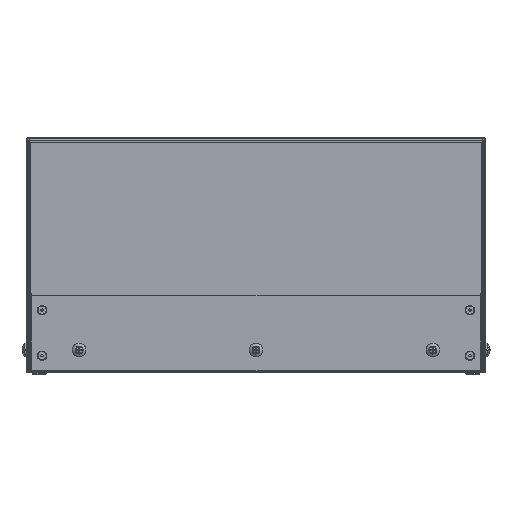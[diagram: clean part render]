
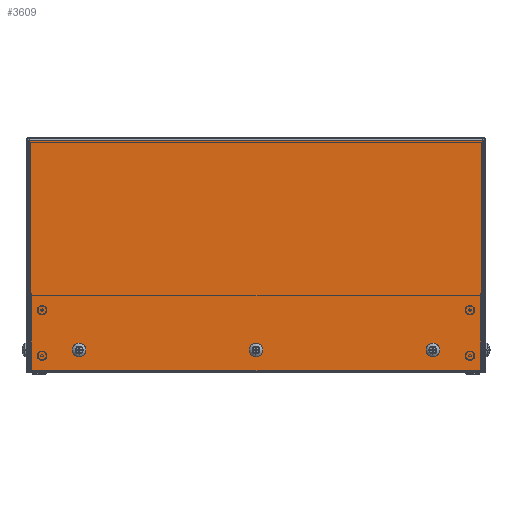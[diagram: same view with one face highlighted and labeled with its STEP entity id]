
A CAD part, left-side view. The second image highlights one B-rep face of the part: STEP entity #3609.
In plain terms, the highlighted face is planar.
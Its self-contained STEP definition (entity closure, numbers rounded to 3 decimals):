
#3609 = ADVANCED_FACE( '', ( #7758, #7759, #7760, #7761 ), #7762, .T. );
#7758 = FACE_BOUND( '', #13783, .T. );
#7759 = FACE_BOUND( '', #13784, .T. );
#7760 = FACE_BOUND( '', #13785, .T. );
#7761 = FACE_OUTER_BOUND( '', #13786, .T. );
#7762 = PLANE( '', #13787 );
#13783 = EDGE_LOOP( '', ( #21167 ) );
#13784 = EDGE_LOOP( '', ( #21168 ) );
#13785 = EDGE_LOOP( '', ( #21169 ) );
#13786 = EDGE_LOOP( '', ( #21170, #21171, #21172, #21173 ) );
#13787 = AXIS2_PLACEMENT_3D( '', #21174, #21175, #21176 );
#21167 = ORIENTED_EDGE( '', *, *, #34547, .F. );
#21168 = ORIENTED_EDGE( '', *, *, #34103, .F. );
#21169 = ORIENTED_EDGE( '', *, *, #34548, .F. );
#21170 = ORIENTED_EDGE( '', *, *, #34549, .T. );
#21171 = ORIENTED_EDGE( '', *, *, #34550, .T. );
#21172 = ORIENTED_EDGE( '', *, *, #34551, .T. );
#21173 = ORIENTED_EDGE( '', *, *, #34552, .T. );
#21174 = CARTESIAN_POINT( '', ( 0., 0., 457.5 ) );
#21175 = DIRECTION( '', ( 0., 0., 1. ) );
#21176 = DIRECTION( '', ( 0., -1., 0. ) );
#34103 = EDGE_CURVE( '', #40070, #40070, #40071, .T. );
#34547 = EDGE_CURVE( '', #40822, #40822, #40823, .T. );
#34548 = EDGE_CURVE( '', #40824, #40824, #40825, .T. );
#34549 = EDGE_CURVE( '', #40826, #39324, #40827, .T. );
#34550 = EDGE_CURVE( '', #39324, #40828, #40829, .T. );
#34551 = EDGE_CURVE( '', #40828, #40830, #40831, .T. );
#34552 = EDGE_CURVE( '', #40830, #40826, #40832, .T. );
#39324 = VERTEX_POINT( '', #47622 );
#40070 = VERTEX_POINT( '', #48773 );
#40071 = CIRCLE( '', #48774, 3.5 );
#40822 = VERTEX_POINT( '', #50039 );
#40823 = CIRCLE( '', #50040, 3.5 );
#40824 = VERTEX_POINT( '', #50041 );
#40825 = CIRCLE( '', #50042, 3.5 );
#40826 = VERTEX_POINT( '', #50043 );
#40827 = LINE( '', #50044, #50045 );
#40828 = VERTEX_POINT( '', #50046 );
#40829 = LINE( '', #50047, #50048 );
#40830 = VERTEX_POINT( '', #50049 );
#40831 = LINE( '', #50050, #50051 );
#40832 = LINE( '', #50052, #50053 );
#47622 = CARTESIAN_POINT( '', ( 198.5, 1., 457.5 ) );
#48773 = CARTESIAN_POINT( '', ( -3.5, 185., 457.5 ) );
#48774 = AXIS2_PLACEMENT_3D( '', #60542, #60543, #60544 );
#50039 = CARTESIAN_POINT( '', ( -158.5, 185., 457.5 ) );
#50040 = AXIS2_PLACEMENT_3D( '', #61089, #61090, #61091 );
#50041 = CARTESIAN_POINT( '', ( 151.5, 185., 457.5 ) );
#50042 = AXIS2_PLACEMENT_3D( '', #61092, #61093, #61094 );
#50043 = CARTESIAN_POINT( '', ( -198.5, 1., 457.5 ) );
#50044 = CARTESIAN_POINT( '', ( -200.5, 1., 457.5 ) );
#50045 = VECTOR( '', #61095, 1000. );
#50046 = CARTESIAN_POINT( '', ( 198.5, 205., 457.5 ) );
#50047 = CARTESIAN_POINT( '', ( 198.5, 1., 457.5 ) );
#50048 = VECTOR( '', #61096, 1000. );
#50049 = CARTESIAN_POINT( '', ( -198.5, 205., 457.5 ) );
#50050 = CARTESIAN_POINT( '', ( 200.5, 205., 457.5 ) );
#50051 = VECTOR( '', #61097, 1000. );
#50052 = CARTESIAN_POINT( '', ( -198.5, 205., 457.5 ) );
#50053 = VECTOR( '', #61098, 1000. );
#60542 = CARTESIAN_POINT( '', ( 0., 185., 457.5 ) );
#60543 = DIRECTION( '', ( 0., 0., 1. ) );
#60544 = DIRECTION( '', ( -1., 0., 0. ) );
#61089 = CARTESIAN_POINT( '', ( -155., 185., 457.5 ) );
#61090 = DIRECTION( '', ( 0., 0., 1. ) );
#61091 = DIRECTION( '', ( -1., 0., 0. ) );
#61092 = CARTESIAN_POINT( '', ( 155., 185., 457.5 ) );
#61093 = DIRECTION( '', ( 0., 0., 1. ) );
#61094 = DIRECTION( '', ( -1., 0., 0. ) );
#61095 = DIRECTION( '', ( 1., 0., 0. ) );
#61096 = DIRECTION( '', ( 0., 1., 0. ) );
#61097 = DIRECTION( '', ( -1., 0., 0. ) );
#61098 = DIRECTION( '', ( 0., -1., 0. ) );
